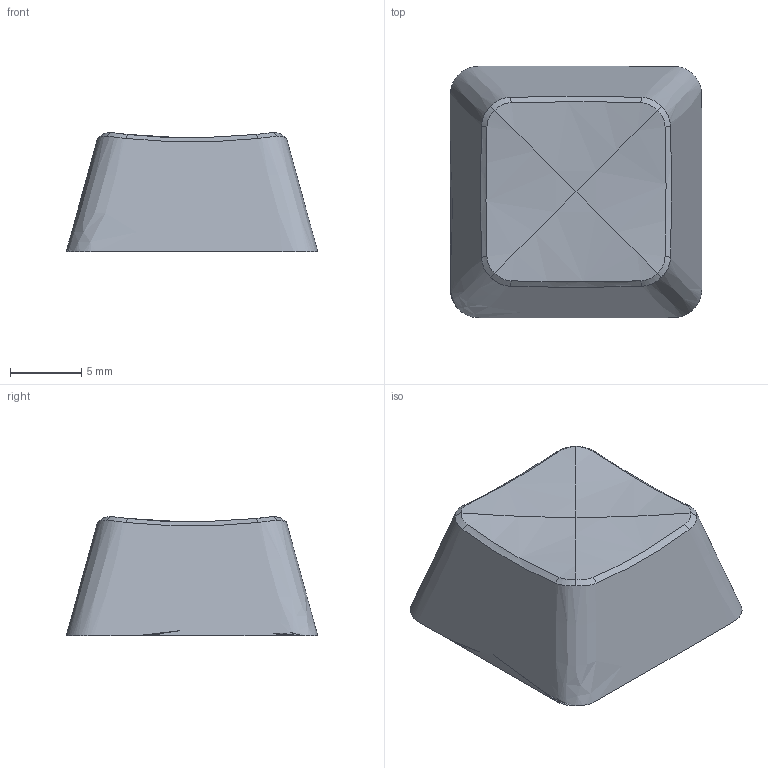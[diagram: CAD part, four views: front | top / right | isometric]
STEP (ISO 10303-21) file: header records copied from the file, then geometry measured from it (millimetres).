
FILE_DESCRIPTION(/* description */ (''),/* implementation_level */ '2;1');
FILE_NAME(/* name */ 'xdacap.step',/* time_stamp */ '2023-03-03T23:21:53Z',/* author */ (''),/* organization */ (''),/* preprocessor_version */ 'ST-DEVELOPER v19.2',/* originating_system */ 'Autodesk Translation Framework v11.17.0.187',/* authorisation */ '');
FILE_SCHEMA (('AUTOMOTIVE_DESIGN { 1 0 10303 214 3 1 1 }'));
Length unit declared in the file: millimetre
Products named in the file (1): (Unsaved)
Bounding box: 17.7 x 17.7 x 8.39 mm (x, y, z)
Volume: 709.4 mm3; surface area: 1470.2 mm2
Topology: 1 solids, 1 shells, 35 faces, 85 edges, 55 vertices
Faces by surface type: plane 16, bspline 14, cylinder 5
Full cylindrical faces by diameter (mm): 5.54 x1
Entity records: 3153 total; most frequent: CARTESIAN_POINT 2390, ORIENTED_EDGE 170, DIRECTION 103, EDGE_CURVE 85, VERTEX_POINT 55, LINE 47, VECTOR 47, EDGE_LOOP 38
